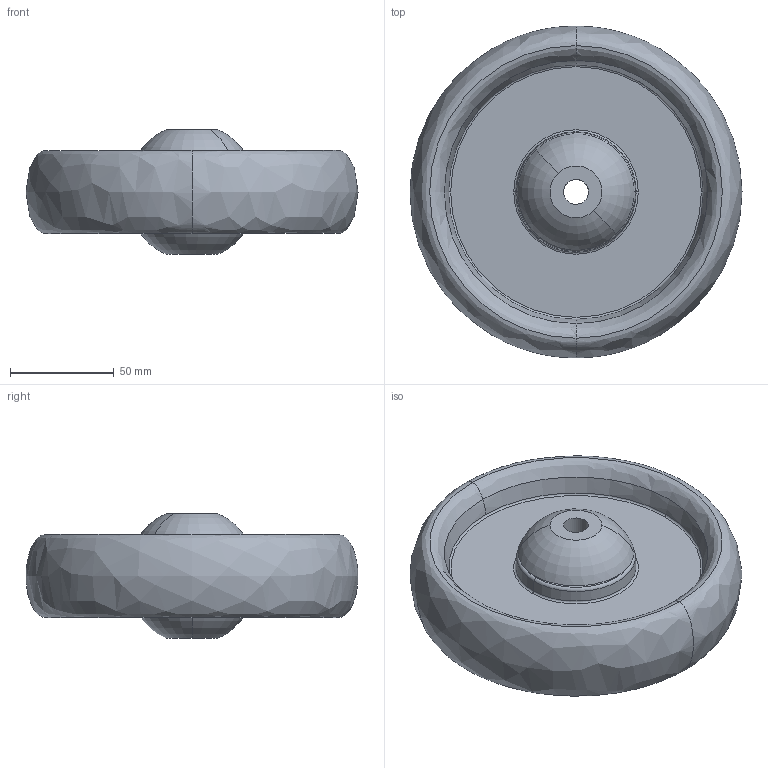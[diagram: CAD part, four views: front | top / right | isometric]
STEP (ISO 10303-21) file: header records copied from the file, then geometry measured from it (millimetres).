
FILE_DESCRIPTION (( 'STEP AP214' ), '1' );
FILE_NAME ('0017874_TPBK-160-40-60-K12-VA.STEP', '2016-10-20T16:08:12', ( '' ), ( '' ), 'SwSTEP 2.0', 'SolidWorks 2016', '' );
FILE_SCHEMA (( 'AUTOMOTIVE_DESIGN' ));
Length unit declared in the file: millimetre
Products named in the file (1): 0017874_TPBK-160-40-60-K12-VA
Bounding box: 160 x 159.99 x 60 mm (x, y, z)
Surface area: 70314.6 mm2 (no closed solid volume)
Topology: 0 solids, 3 shells, 40 faces, 90 edges, 56 vertices
Faces by surface type: torus 16, bspline 10, plane 6, cone 4, cylinder 4
Entity records: 1717 total; most frequent: CARTESIAN_POINT 367, DIRECTION 214, ORIENTED_EDGE 168, AXIS2_PLACEMENT_3D 103, EDGE_CURVE 90, CIRCLE 72, VERTEX_POINT 56, EDGE_LOOP 46
